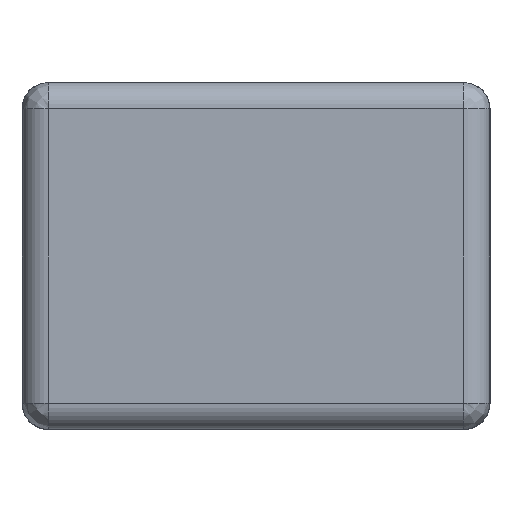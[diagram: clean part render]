
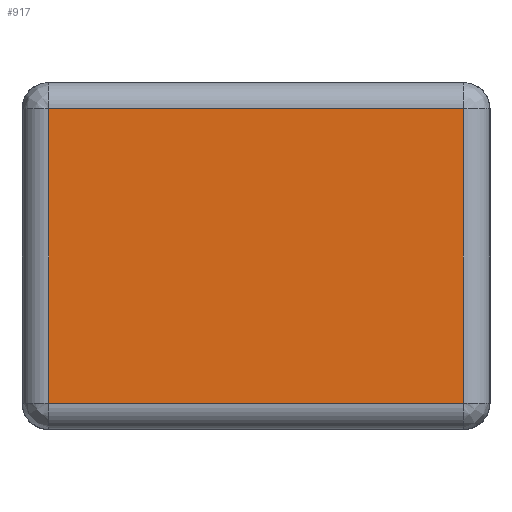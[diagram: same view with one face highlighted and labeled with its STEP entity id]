
A CAD part, left-side view. The second image highlights one B-rep face of the part: STEP entity #917.
In plain terms, the highlighted planar face has unit normal (-1, 0, 0).
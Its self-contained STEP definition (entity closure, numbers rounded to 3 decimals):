
#38 = VECTOR ( 'NONE', #75, 1000. ) ;
#68 = DIRECTION ( 'NONE',  ( -1., 0., 0. ) ) ;
#75 = DIRECTION ( 'NONE',  ( 0., -1., 0. ) ) ;
#179 = CARTESIAN_POINT ( 'NONE',  ( -0.815, 0.395, 0. ) ) ;
#256 = FACE_OUTER_BOUND ( 'NONE', #334, .T. ) ;
#334 = EDGE_LOOP ( 'NONE', ( #600, #1792, #873, #2140 ) ) ;
#374 = LINE ( 'NONE', #1219, #1543 ) ;
#410 = CARTESIAN_POINT ( 'NONE',  ( -0.815, 0., 0. ) ) ;
#445 = DIRECTION ( 'NONE',  ( 0., 0., 1. ) ) ;
#467 = AXIS2_PLACEMENT_3D ( 'NONE', #410, #68, #445 ) ;
#480 = CARTESIAN_POINT ( 'NONE',  ( -0.815, -0.395, 0.61 ) ) ;
#551 = VECTOR ( 'NONE', #1660, 1000. ) ;
#600 = ORIENTED_EDGE ( 'NONE', *, *, #1557, .T. ) ;
#660 = CARTESIAN_POINT ( 'NONE',  ( -0.815, 0.395, 0.61 ) ) ;
#873 = ORIENTED_EDGE ( 'NONE', *, *, #1261, .T. ) ;
#917 = ADVANCED_FACE ( 'NONE', ( #256 ), #980, .T. ) ;
#928 = LINE ( 'NONE', #1827, #551 ) ;
#965 = EDGE_CURVE ( 'NONE', #2102, #1160, #374, .T. ) ;
#980 = PLANE ( 'NONE',  #467 ) ;
#1044 = DIRECTION ( 'NONE',  ( 0., -1., 0. ) ) ;
#1137 = CARTESIAN_POINT ( 'NONE',  ( -0.815, 0.395, 0.05 ) ) ;
#1152 = EDGE_CURVE ( 'NONE', #1650, #1951, #1550, .T. ) ;
#1160 = VERTEX_POINT ( 'NONE', #1561 ) ;
#1219 = CARTESIAN_POINT ( 'NONE',  ( -0.815, 0., 0.05 ) ) ;
#1261 = EDGE_CURVE ( 'NONE', #1160, #1951, #928, .T. ) ;
#1367 = CARTESIAN_POINT ( 'NONE',  ( -0.815, 0., 0.61 ) ) ;
#1543 = VECTOR ( 'NONE', #1044, 1000. ) ;
#1550 = LINE ( 'NONE', #1367, #38 ) ;
#1557 = EDGE_CURVE ( 'NONE', #1650, #2102, #1633, .T. ) ;
#1561 = CARTESIAN_POINT ( 'NONE',  ( -0.815, -0.395, 0.05 ) ) ;
#1603 = DIRECTION ( 'NONE',  ( 0., 0., -1. ) ) ;
#1633 = LINE ( 'NONE', #179, #1859 ) ;
#1650 = VERTEX_POINT ( 'NONE', #660 ) ;
#1660 = DIRECTION ( 'NONE',  ( 0., 0., 1. ) ) ;
#1792 = ORIENTED_EDGE ( 'NONE', *, *, #965, .T. ) ;
#1827 = CARTESIAN_POINT ( 'NONE',  ( -0.815, -0.395, 0. ) ) ;
#1859 = VECTOR ( 'NONE', #1603, 1000. ) ;
#1951 = VERTEX_POINT ( 'NONE', #480 ) ;
#2102 = VERTEX_POINT ( 'NONE', #1137 ) ;
#2140 = ORIENTED_EDGE ( 'NONE', *, *, #1152, .F. ) ;
